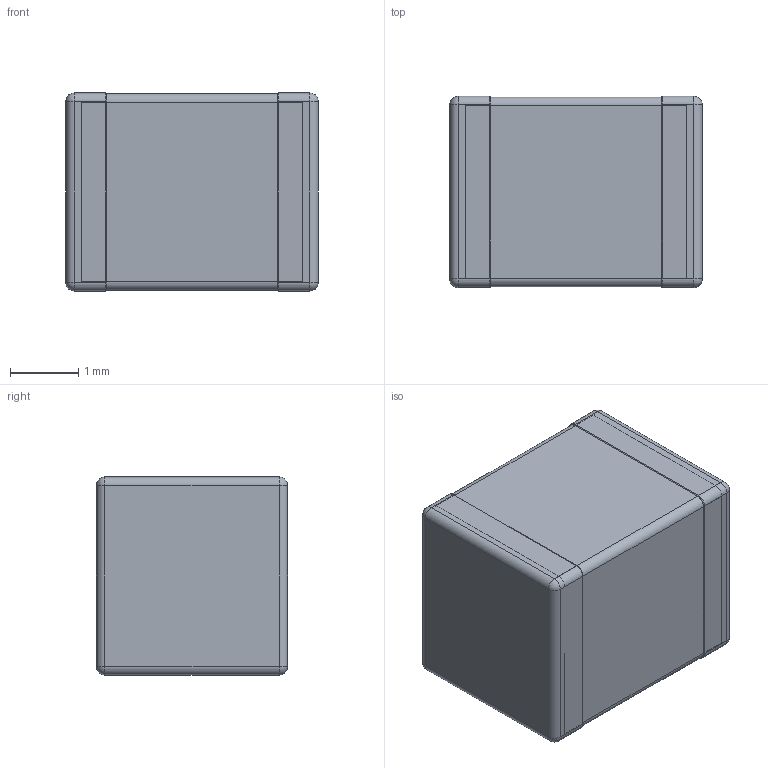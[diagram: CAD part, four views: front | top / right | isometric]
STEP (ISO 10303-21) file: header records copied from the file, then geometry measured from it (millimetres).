
FILE_DESCRIPTION(('STEP AP214'),'1');
FILE_NAME('c1210x332jcgactu.stp','2020-07-18T02:15:52',('TraceParts'),('TraceParts S.A.'),'Spatial InterOp 3D',' ',' ');
FILE_SCHEMA(('AUTOMOTIVE_DESIGN { 1 0 10303 214 1 1 1 1 }'));
Length unit declared in the file: millimetre
Products named in the file (1): c1210x332jcgactu_1
Bounding box: 3.7 x 2.8 x 2.9 mm (x, y, z)
Volume: 29.6 mm3; surface area: 108.8 mm2
Topology: 6 solids, 6 shells, 175 faces, 425 edges, 238 vertices
Faces by surface type: plane 91, cylinder 52, sphere 24, torus 8
Entity records: 6340 total; most frequent: CARTESIAN_POINT 916, DIRECTION 843, ORIENTED_EDGE 802, EDGE_CURVE 401, AXIS2_PLACEMENT_3D 293, LINE 257, VECTOR 257, VERTEX_POINT 238
